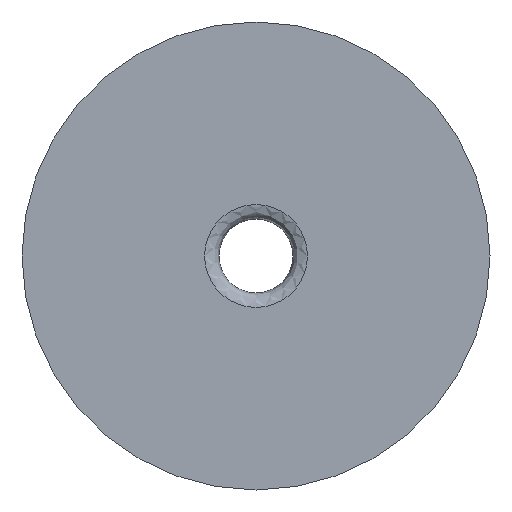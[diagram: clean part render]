
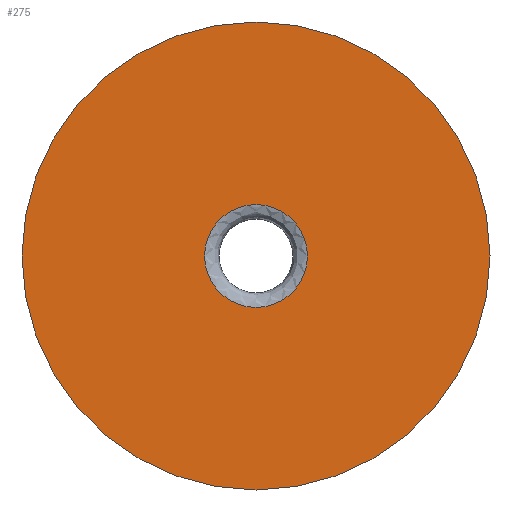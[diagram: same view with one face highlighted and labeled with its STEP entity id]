
A CAD part, left-side view. The second image highlights one B-rep face of the part: STEP entity #275.
In plain terms, the highlighted planar face has unit normal (-1, 0, 0).
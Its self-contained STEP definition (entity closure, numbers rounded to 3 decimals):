
#108 = SURFACE_OF_REVOLUTION('',#109,#114);
#109 = CIRCLE('',#110,1.);
#110 = AXIS2_PLACEMENT_3D('',#111,#112,#113);
#111 = CARTESIAN_POINT('',(-711.,0.,3.55));
#112 = DIRECTION('',(0.,-1.,0.));
#113 = DIRECTION('',(1.,0.,0.));
#114 = AXIS1_PLACEMENT('',#115,#116);
#115 = CARTESIAN_POINT('',(0.,0.,0.));
#116 = DIRECTION('',(1.,0.,0.));
#184 = EDGE_CURVE('',#185,#185,#187,.T.);
#185 = VERTEX_POINT('',#186);
#186 = CARTESIAN_POINT('',(-712.,0.,3.55));
#187 = SURFACE_CURVE('',#188,(#193,#200),.PCURVE_S1.);
#188 = CIRCLE('',#189,3.55);
#189 = AXIS2_PLACEMENT_3D('',#190,#191,#192);
#190 = CARTESIAN_POINT('',(-712.,0.,0.));
#191 = DIRECTION('',(1.,0.,0.));
#192 = DIRECTION('',(0.,0.,1.));
#193 = PCURVE('',#108,#194);
#194 = DEFINITIONAL_REPRESENTATION('',(#195),#199);
#195 = LINE('',#196,#197);
#196 = CARTESIAN_POINT('',(0.,3.142));
#197 = VECTOR('',#198,1.);
#198 = DIRECTION('',(1.,0.));
#199 = ( GEOMETRIC_REPRESENTATION_CONTEXT(2) 
PARAMETRIC_REPRESENTATION_CONTEXT() REPRESENTATION_CONTEXT('2D SPACE',''
  ) );
#200 = PCURVE('',#201,#206);
#201 = PLANE('',#202);
#202 = AXIS2_PLACEMENT_3D('',#203,#204,#205);
#203 = CARTESIAN_POINT('',(-712.,0.,0.));
#204 = DIRECTION('',(1.,0.,0.));
#205 = DIRECTION('',(0.,0.,1.));
#206 = DEFINITIONAL_REPRESENTATION('',(#207),#211);
#207 = CIRCLE('',#208,3.55);
#208 = AXIS2_PLACEMENT_2D('',#209,#210);
#209 = CARTESIAN_POINT('',(0.,0.));
#210 = DIRECTION('',(1.,0.));
#211 = ( GEOMETRIC_REPRESENTATION_CONTEXT(2) 
PARAMETRIC_REPRESENTATION_CONTEXT() REPRESENTATION_CONTEXT('2D SPACE',''
  ) );
#275 = ADVANCED_FACE('',(#276,#279),#201,.F.);
#276 = FACE_BOUND('',#277,.T.);
#277 = EDGE_LOOP('',(#278));
#278 = ORIENTED_EDGE('',*,*,#184,.T.);
#279 = FACE_BOUND('',#280,.T.);
#280 = EDGE_LOOP('',(#281));
#281 = ORIENTED_EDGE('',*,*,#282,.F.);
#282 = EDGE_CURVE('',#283,#283,#285,.T.);
#283 = VERTEX_POINT('',#284);
#284 = CARTESIAN_POINT('',(-712.,0.,16.15));
#285 = SURFACE_CURVE('',#286,(#291,#298),.PCURVE_S1.);
#286 = CIRCLE('',#287,16.15);
#287 = AXIS2_PLACEMENT_3D('',#288,#289,#290);
#288 = CARTESIAN_POINT('',(-712.,0.,0.));
#289 = DIRECTION('',(1.,0.,0.));
#290 = DIRECTION('',(0.,0.,1.));
#291 = PCURVE('',#201,#292);
#292 = DEFINITIONAL_REPRESENTATION('',(#293),#297);
#293 = CIRCLE('',#294,16.15);
#294 = AXIS2_PLACEMENT_2D('',#295,#296);
#295 = CARTESIAN_POINT('',(0.,0.));
#296 = DIRECTION('',(1.,0.));
#297 = ( GEOMETRIC_REPRESENTATION_CONTEXT(2) 
PARAMETRIC_REPRESENTATION_CONTEXT() REPRESENTATION_CONTEXT('2D SPACE',''
  ) );
#298 = PCURVE('',#299,#304);
#299 = CYLINDRICAL_SURFACE('',#300,16.15);
#300 = AXIS2_PLACEMENT_3D('',#301,#302,#303);
#301 = CARTESIAN_POINT('',(-712.,0.,0.));
#302 = DIRECTION('',(1.,0.,0.));
#303 = DIRECTION('',(0.,0.,1.));
#304 = DEFINITIONAL_REPRESENTATION('',(#305),#309);
#305 = LINE('',#306,#307);
#306 = CARTESIAN_POINT('',(0.,0.));
#307 = VECTOR('',#308,1.);
#308 = DIRECTION('',(1.,0.));
#309 = ( GEOMETRIC_REPRESENTATION_CONTEXT(2) 
PARAMETRIC_REPRESENTATION_CONTEXT() REPRESENTATION_CONTEXT('2D SPACE',''
  ) );
